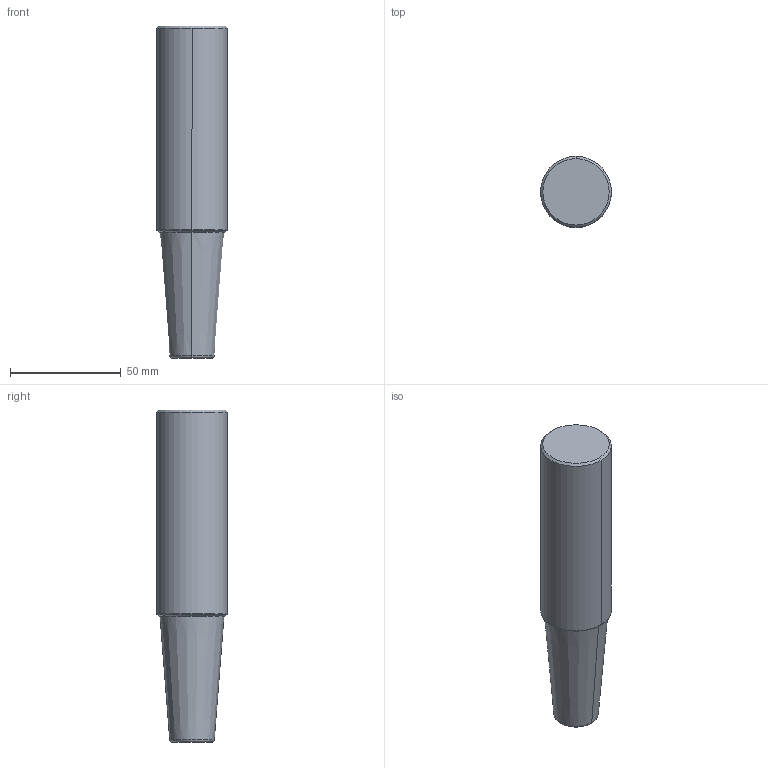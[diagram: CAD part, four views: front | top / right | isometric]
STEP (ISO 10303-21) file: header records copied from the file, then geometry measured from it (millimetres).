
FILE_DESCRIPTION((''),'2;1');
FILE_NAME('30338873','2016-05-03T',('BahnemannR'),(''),'PRO/ENGINEER BY PARAMETRIC TECHNOLOGY CORPORATION, 2011220','PRO/ENGINEER BY PARAMETRIC TECHNOLOGY CORPORATION, 2011220','');
FILE_SCHEMA(('AUTOMOTIVE_DESIGN_CC2 { 1 2 10303 214 -1 1 5 2 }'));
Length unit declared in the file: millimetre
Products named in the file (1): 30338873
Bounding box: 32 x 32 x 150 mm (x, y, z)
Volume: 100006.7 mm3; surface area: 15750.7 mm2
Topology: 1 solids, 1 shells, 21 faces, 43 edges, 28 vertices
Faces by surface type: torus 8, cone 6, cylinder 4, plane 3
Entity records: 756 total; most frequent: DIRECTION 121, CARTESIAN_POINT 89, ORIENTED_EDGE 80, AXIS2_PLACEMENT_3D 54, PRESENTATION_STYLE_ASSIGNMENT 47, STYLED_ITEM 47, CURVE_STYLE 46, EDGE_CURVE 40
